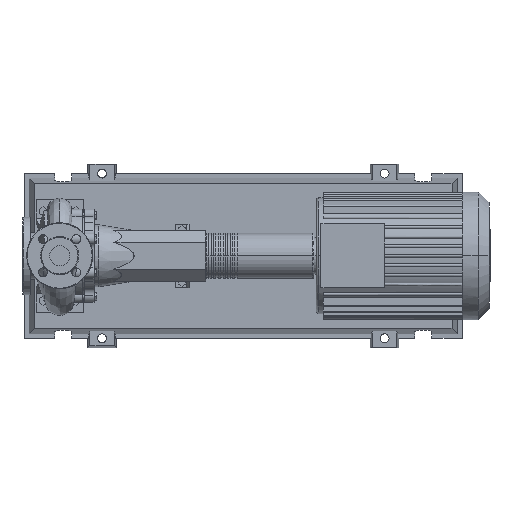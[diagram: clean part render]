
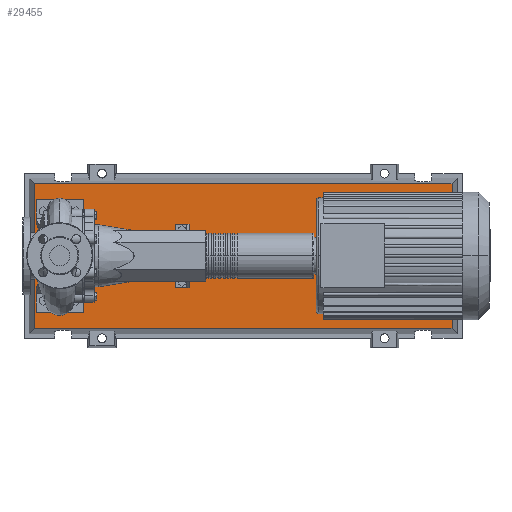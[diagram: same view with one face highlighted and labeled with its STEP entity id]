
A CAD part, top view. The second image highlights one B-rep face of the part: STEP entity #29455.
In plain terms, the highlighted planar face has unit normal (0, 0, 1).
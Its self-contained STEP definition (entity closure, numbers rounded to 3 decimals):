
#29136=CARTESIAN_POINT('',(833.292,-153.292,83.0));
#29137=VERTEX_POINT('',#29136);
#29144=CARTESIAN_POINT('',(-53.292,-153.292,83.0));
#29145=VERTEX_POINT('',#29144);
#29146=CARTESIAN_POINT('',(833.292,-153.292,83.0));
#29147=DIRECTION('',(-1.0,0.0,0.0));
#29148=VECTOR('',#29147,886.584);
#29149=LINE('',#29146,#29148);
#29150=EDGE_CURVE('',#29137,#29145,#29149,.T.);
#29368=CARTESIAN_POINT('',(833.292,153.292,83.0));
#29369=VERTEX_POINT('',#29368);
#29370=CARTESIAN_POINT('',(833.292,153.292,83.0));
#29371=DIRECTION('',(0.0,-1.0,0.0));
#29372=VECTOR('',#29371,306.584);
#29373=LINE('',#29370,#29372);
#29374=EDGE_CURVE('',#29369,#29137,#29373,.T.);
#29392=CARTESIAN_POINT('',(-53.292,153.292,83.0));
#29393=VERTEX_POINT('',#29392);
#29394=CARTESIAN_POINT('',(-53.292,-153.292,83.0));
#29395=DIRECTION('',(0.0,1.0,0.0));
#29396=VECTOR('',#29395,306.584);
#29397=LINE('',#29394,#29396);
#29398=EDGE_CURVE('',#29145,#29393,#29397,.T.);
#29431=CARTESIAN_POINT('',(-53.292,153.292,83.0));
#29432=DIRECTION('',(1.0,0.0,0.0));
#29433=VECTOR('',#29432,886.584);
#29434=LINE('',#29431,#29433);
#29435=EDGE_CURVE('',#29393,#29369,#29434,.T.);
#29444=CARTESIAN_POINT('',(390.,0.,83.0));
#29445=DIRECTION('',(0.0,0.0,1.0));
#29446=DIRECTION('',(1.0,0.0,0.0));
#29447=AXIS2_PLACEMENT_3D('',#29444,#29445,#29446);
#29448=PLANE('',#29447);
#29449=ORIENTED_EDGE('',*,*,#29374,.F.);
#29450=ORIENTED_EDGE('',*,*,#29435,.F.);
#29451=ORIENTED_EDGE('',*,*,#29398,.F.);
#29452=ORIENTED_EDGE('',*,*,#29150,.F.);
#29453=EDGE_LOOP('',(#29449,#29450,#29451,#29452));
#29454=FACE_OUTER_BOUND('',#29453,.T.);
#29455=ADVANCED_FACE('',(#29454),#29448,.T.);
